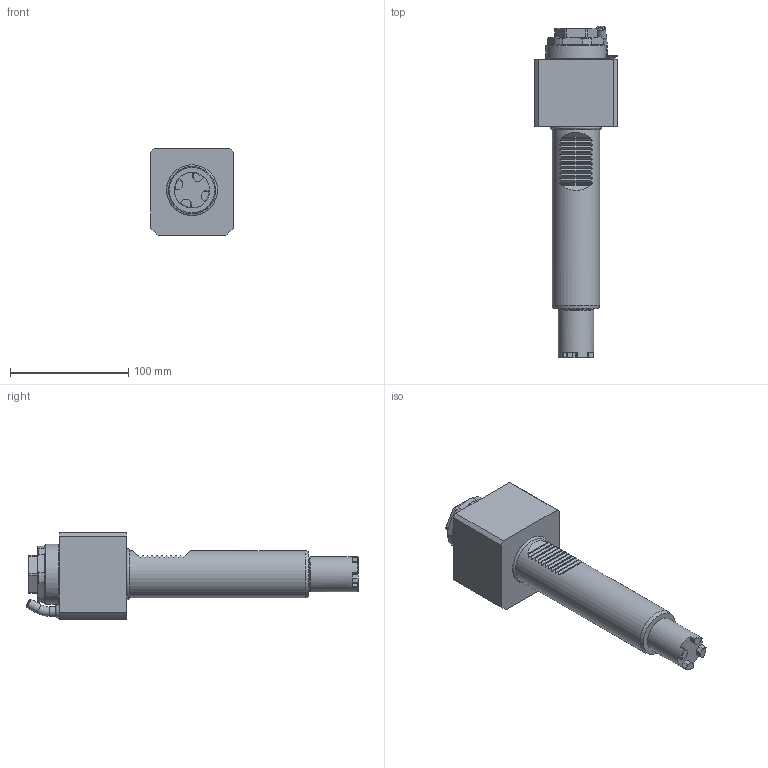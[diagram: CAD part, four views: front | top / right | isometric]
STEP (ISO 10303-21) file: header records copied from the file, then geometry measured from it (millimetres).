
FILE_DESCRIPTION (( 'STEP AP214' ), '1' );
FILE_NAME ('RAPPS40221UHS4.STEP', '2022-07-20T07:06:34', ( '' ), ( '' ), 'SwSTEP 2.0', 'SolidWorks 2016', '' );
FILE_SCHEMA (( 'AUTOMOTIVE_DESIGN' ));
Length unit declared in the file: millimetre
Products named in the file (1): RAPPS40221UHS4
Bounding box: 70 x 280.81 x 73 mm (x, y, z)
Volume: 549798.2 mm3; surface area: 55089.3 mm2
Topology: 1 solids, 1 shells, 496 faces, 1306 edges, 862 vertices
Faces by surface type: plane 329, bspline 80, cylinder 61, cone 22, torus 3, sphere 1
Full cylindrical faces by diameter (mm): 1.7 x1, 2.1 x1, 4 x2, 6.366 x1, 8 x2, 11.57 x1, 21 x1, 30 x1, 40 x1, 51 x1
Entity records: 22784 total; most frequent: CARTESIAN_POINT 7916, ORIENTED_EDGE 2556, DIRECTION 1991, EDGE_CURVE 1278, VECTOR 875, LINE 875, VERTEX_POINT 855, EDGE_LOOP 567
